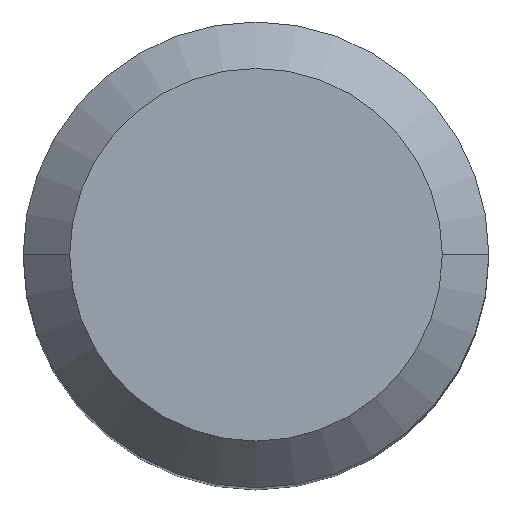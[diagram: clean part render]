
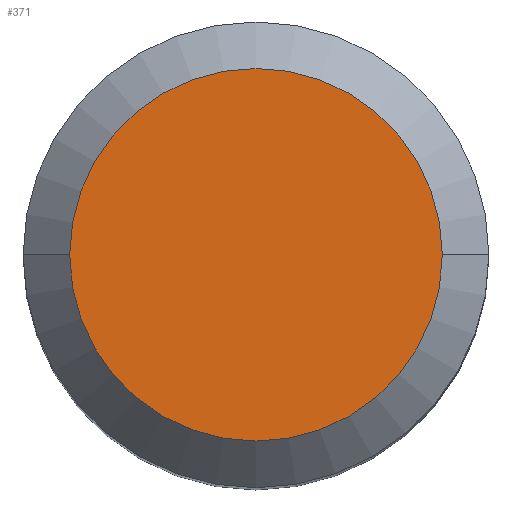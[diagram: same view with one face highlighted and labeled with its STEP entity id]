
A CAD part, top view. The second image highlights one B-rep face of the part: STEP entity #371.
In plain terms, the highlighted planar face has unit normal (0, 0, 1).
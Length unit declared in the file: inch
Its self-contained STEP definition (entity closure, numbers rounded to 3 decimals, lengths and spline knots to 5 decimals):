
#27 = DIRECTION ( 'NONE',  ( 1., 0., 0. ) ) ;
#32 = DIRECTION ( 'NONE',  ( 0., 0., 1. ) ) ;
#47 = EDGE_CURVE ( 'NONE', #494, #125, #111, .T. ) ;
#58 = DIRECTION ( 'NONE',  ( -1., 0., 0. ) ) ;
#111 = CIRCLE ( 'NONE', #426, 0.18896 ) ;
#125 = VERTEX_POINT ( 'NONE', #341 ) ;
#151 = CARTESIAN_POINT ( 'NONE',  ( 0., 0., 0. ) ) ;
#178 = CARTESIAN_POINT ( 'NONE',  ( -0.18896, 0., 0. ) ) ;
#199 = EDGE_CURVE ( 'NONE', #125, #494, #472, .T. ) ;
#200 = ORIENTED_EDGE ( 'NONE', *, *, #199, .T. ) ;
#213 = DIRECTION ( 'NONE',  ( 0., 0., 1. ) ) ;
#255 = PLANE ( 'NONE',  #302 ) ;
#302 = AXIS2_PLACEMENT_3D ( 'NONE', #151, #468, #58 ) ;
#312 = FACE_OUTER_BOUND ( 'NONE', #497, .T. ) ;
#341 = CARTESIAN_POINT ( 'NONE',  ( 0.18896, 0., 0. ) ) ;
#346 = CARTESIAN_POINT ( 'NONE',  ( 0., 0., 0. ) ) ;
#371 = ADVANCED_FACE ( 'NONE', ( #312 ), #255, .F. ) ;
#385 = CARTESIAN_POINT ( 'NONE',  ( 0., 0., 0. ) ) ;
#391 = AXIS2_PLACEMENT_3D ( 'NONE', #385, #32, #27 ) ;
#426 = AXIS2_PLACEMENT_3D ( 'NONE', #346, #213, #508 ) ;
#450 = ORIENTED_EDGE ( 'NONE', *, *, #47, .T. ) ;
#468 = DIRECTION ( 'NONE',  ( 0., 0., -1. ) ) ;
#472 = CIRCLE ( 'NONE', #391, 0.18896 ) ;
#494 = VERTEX_POINT ( 'NONE', #178 ) ;
#497 = EDGE_LOOP ( 'NONE', ( #450, #200 ) ) ;
#508 = DIRECTION ( 'NONE',  ( 1., 0., 0. ) ) ;
